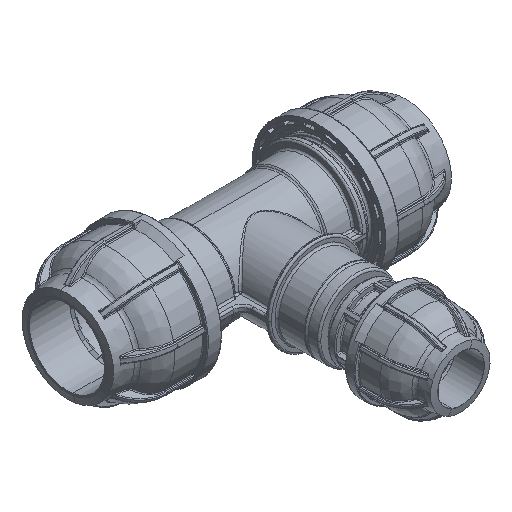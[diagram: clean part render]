
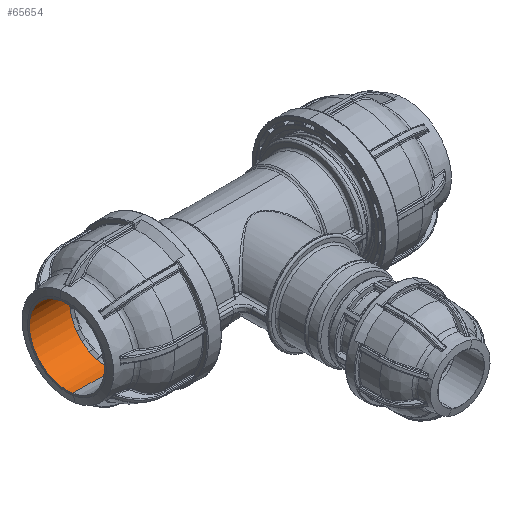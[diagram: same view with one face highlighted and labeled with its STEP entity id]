
A CAD part, isometric view. The second image highlights one B-rep face of the part: STEP entity #65654.
In plain terms, the highlighted cylindrical face has radius 20.5 mm (diameter 41 mm), a partial arc.
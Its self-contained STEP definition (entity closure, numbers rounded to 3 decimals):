
#1949 = CARTESIAN_POINT ( 'NONE',  ( -92.84, 0., 0. ) ) ;
#3650 = VECTOR ( 'NONE', #23252, 1000. ) ;
#3766 = CIRCLE ( 'NONE', #54125, 20.5 ) ;
#4696 = ORIENTED_EDGE ( 'NONE', *, *, #20596, .F. ) ;
#5140 = DIRECTION ( 'NONE',  ( 1., 0., 0. ) ) ;
#7129 = VECTOR ( 'NONE', #86990, 1000. ) ;
#7207 = CARTESIAN_POINT ( 'NONE',  ( -92.84, 0., 0. ) ) ;
#9585 = CARTESIAN_POINT ( 'NONE',  ( -70.84, -3.262, -20.239 ) ) ;
#11671 = VERTEX_POINT ( 'NONE', #56934 ) ;
#15942 = EDGE_CURVE ( 'NONE', #86814, #11671, #53752, .T. ) ;
#20596 = EDGE_CURVE ( 'NONE', #45465, #86814, #78055, .T. ) ;
#23252 = DIRECTION ( 'NONE',  ( -1., 0., 0. ) ) ;
#36536 = CARTESIAN_POINT ( 'NONE',  ( -92.84, 3.262, 20.239 ) ) ;
#37347 = AXIS2_PLACEMENT_3D ( 'NONE', #1949, #59396, #73386 ) ;
#40559 = DIRECTION ( 'NONE',  ( 0., -0.159, -0.987 ) ) ;
#40826 = CARTESIAN_POINT ( 'NONE',  ( -70.84, 3.262, 20.239 ) ) ;
#40867 = CARTESIAN_POINT ( 'NONE',  ( -70.84, 0., 0. ) ) ;
#44274 = EDGE_CURVE ( 'NONE', #62515, #11671, #58268, .T. ) ;
#45002 = CARTESIAN_POINT ( 'NONE',  ( -92.84, -3.262, -20.239 ) ) ;
#45465 = VERTEX_POINT ( 'NONE', #9585 ) ;
#53752 = CIRCLE ( 'NONE', #37347, 20.5 ) ;
#54125 = AXIS2_PLACEMENT_3D ( 'NONE', #40867, #5140, #40559 ) ;
#54494 = ORIENTED_EDGE ( 'NONE', *, *, #80245, .T. ) ;
#55346 = CARTESIAN_POINT ( 'NONE',  ( -92.84, -3.262, -20.239 ) ) ;
#56333 = ORIENTED_EDGE ( 'NONE', *, *, #44274, .T. ) ;
#56934 = CARTESIAN_POINT ( 'NONE',  ( -92.84, 3.262, 20.239 ) ) ;
#57398 = ORIENTED_EDGE ( 'NONE', *, *, #15942, .F. ) ;
#58268 = LINE ( 'NONE', #36536, #7129 ) ;
#59396 = DIRECTION ( 'NONE',  ( 1., 0., 0. ) ) ;
#60953 = EDGE_LOOP ( 'NONE', ( #54494, #56333, #57398, #4696 ) ) ;
#62515 = VERTEX_POINT ( 'NONE', #40826 ) ;
#65654 = ADVANCED_FACE ( 'NONE', ( #77631 ), #73237, .F. ) ;
#71416 = AXIS2_PLACEMENT_3D ( 'NONE', #7207, #77634, #85920 ) ;
#73237 = CYLINDRICAL_SURFACE ( 'NONE', #71416, 20.5 ) ;
#73386 = DIRECTION ( 'NONE',  ( 0., -0.159, -0.987 ) ) ;
#77631 = FACE_OUTER_BOUND ( 'NONE', #60953, .T. ) ;
#77634 = DIRECTION ( 'NONE',  ( -1., 0., 0. ) ) ;
#78055 = LINE ( 'NONE', #45002, #3650 ) ;
#80245 = EDGE_CURVE ( 'NONE', #45465, #62515, #3766, .T. ) ;
#85920 = DIRECTION ( 'NONE',  ( 0., -0.159, -0.987 ) ) ;
#86814 = VERTEX_POINT ( 'NONE', #55346 ) ;
#86990 = DIRECTION ( 'NONE',  ( -1., 0., 0. ) ) ;
